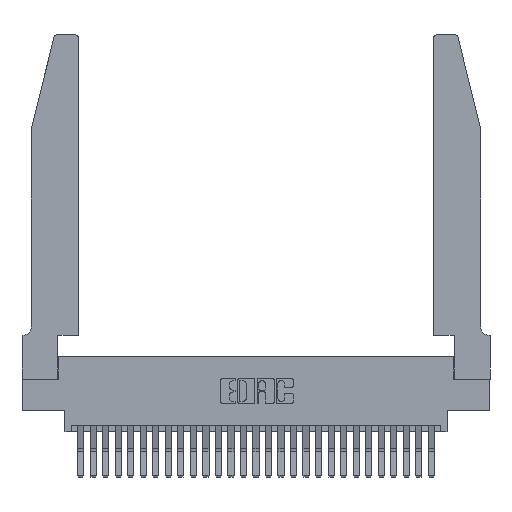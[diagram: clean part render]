
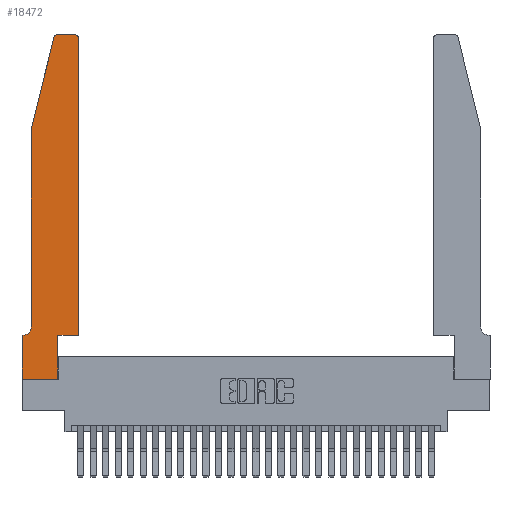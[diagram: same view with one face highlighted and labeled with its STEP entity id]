
A CAD part, top view. The second image highlights one B-rep face of the part: STEP entity #18472.
In plain terms, the highlighted planar face has unit normal (0, 0, 1).
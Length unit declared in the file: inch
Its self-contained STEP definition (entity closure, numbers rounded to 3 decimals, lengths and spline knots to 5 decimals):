
#365 = DIRECTION ( 'NONE',  ( 0., -1., 0. ) ) ;
#564 = CARTESIAN_POINT ( 'NONE',  ( 0.284, 2.75, 0.37 ) ) ;
#634 = CARTESIAN_POINT ( 'NONE',  ( 0.0055, 0.35, 0.37 ) ) ;
#839 = CARTESIAN_POINT ( 'NONE',  ( 0.2865, 0.35, 0.37 ) ) ;
#895 = DIRECTION ( 'NONE',  ( 0., 0., 1. ) ) ;
#1007 = CARTESIAN_POINT ( 'NONE',  ( 0.284, 2.72, 0.37 ) ) ;
#1219 = DIRECTION ( 'NONE',  ( 1., 0., 0. ) ) ;
#1601 = EDGE_CURVE ( 'NONE', #14937, #17992, #10962, .T. ) ;
#1838 = VERTEX_POINT ( 'NONE', #634 ) ;
#2093 = CARTESIAN_POINT ( 'NONE',  ( 0.4505, 2.72, 0.37 ) ) ;
#2161 = EDGE_CURVE ( 'NONE', #13833, #19699, #9830, .T. ) ;
#2194 = EDGE_CURVE ( 'NONE', #1838, #5765, #3747, .T. ) ;
#2267 = VECTOR ( 'NONE', #2399, 39.37008 ) ;
#2325 = DIRECTION ( 'NONE',  ( -1., 0., 0. ) ) ;
#2399 = DIRECTION ( 'NONE',  ( -1., 0., 0. ) ) ;
#2707 = CARTESIAN_POINT ( 'NONE',  ( 0.0755, 0.35, 0.37 ) ) ;
#3105 = ORIENTED_EDGE ( 'NONE', *, *, #26541, .T. ) ;
#3398 = EDGE_CURVE ( 'NONE', #17992, #23834, #7984, .T. ) ;
#3747 = LINE ( 'NONE', #2707, #2267 ) ;
#3865 = EDGE_CURVE ( 'NONE', #19699, #21589, #14730, .T. ) ;
#4553 = DIRECTION ( 'NONE',  ( 0., 0., -1. ) ) ;
#5019 = ORIENTED_EDGE ( 'NONE', *, *, #2161, .T. ) ;
#5083 = CARTESIAN_POINT ( 'NONE',  ( 0., 0., 0.37 ) ) ;
#5264 = LINE ( 'NONE', #839, #16657 ) ;
#5601 = CARTESIAN_POINT ( 'NONE',  ( 0.4205, 2.75, 0.37 ) ) ;
#5765 = VERTEX_POINT ( 'NONE', #16796 ) ;
#5849 = VECTOR ( 'NONE', #365, 39.37008 ) ;
#5962 = ORIENTED_EDGE ( 'NONE', *, *, #1601, .T. ) ;
#6131 = ORIENTED_EDGE ( 'NONE', *, *, #20208, .T. ) ;
#6295 = CARTESIAN_POINT ( 'NONE',  ( 0., 0., 0.37 ) ) ;
#6328 = EDGE_CURVE ( 'NONE', #21589, #14110, #25110, .T. ) ;
#6402 = LINE ( 'NONE', #21711, #22254 ) ;
#6554 = LINE ( 'NONE', #5083, #5849 ) ;
#7000 = CARTESIAN_POINT ( 'NONE',  ( 0.2605, 2.75, 0.37 ) ) ;
#7334 = DIRECTION ( 'NONE',  ( 0., 0., 1. ) ) ;
#7984 = LINE ( 'NONE', #12145, #19297 ) ;
#8082 = CARTESIAN_POINT ( 'NONE',  ( 0., 0., 0.37 ) ) ;
#8286 = FACE_OUTER_BOUND ( 'NONE', #12548, .T. ) ;
#8405 = VECTOR ( 'NONE', #19614, 39.37008 ) ;
#9423 = CARTESIAN_POINT ( 'NONE',  ( 0.25487, 2.72718, 0.37 ) ) ;
#9830 = LINE ( 'NONE', #19276, #8405 ) ;
#10247 = VERTEX_POINT ( 'NONE', #29312 ) ;
#10962 = CIRCLE ( 'NONE', #22075, 0.03 ) ;
#11105 = CARTESIAN_POINT ( 'NONE',  ( 0., 0.35, 0.37 ) ) ;
#11215 = ORIENTED_EDGE ( 'NONE', *, *, #27146, .T. ) ;
#11855 = CIRCLE ( 'NONE', #13249, 0.07 ) ;
#12145 = CARTESIAN_POINT ( 'NONE',  ( 0.0755, 2., 0.37 ) ) ;
#12164 = VERTEX_POINT ( 'NONE', #8082 ) ;
#12548 = EDGE_LOOP ( 'NONE', ( #3105, #5962, #13085, #6131, #11215, #19588, #19049, #23837, #18594, #5019, #23276, #14602 ) ) ;
#12808 = EDGE_CURVE ( 'NONE', #10247, #13833, #5264, .T. ) ;
#12832 = DIRECTION ( 'NONE',  ( 0., -1., 0. ) ) ;
#13085 = ORIENTED_EDGE ( 'NONE', *, *, #3398, .T. ) ;
#13249 = AXIS2_PLACEMENT_3D ( 'NONE', #18151, #4553, #20397 ) ;
#13833 = VERTEX_POINT ( 'NONE', #20435 ) ;
#14110 = VERTEX_POINT ( 'NONE', #5601 ) ;
#14602 = ORIENTED_EDGE ( 'NONE', *, *, #6328, .T. ) ;
#14730 = LINE ( 'NONE', #22872, #19972 ) ;
#14937 = VERTEX_POINT ( 'NONE', #564 ) ;
#15661 = DIRECTION ( 'NONE',  ( 1., 0., 0. ) ) ;
#16657 = VECTOR ( 'NONE', #21444, 39.37008 ) ;
#16680 = DIRECTION ( 'NONE',  ( -0.239, -0.971, 0. ) ) ;
#16796 = CARTESIAN_POINT ( 'NONE',  ( 0., 0.35, 0.37 ) ) ;
#17472 = CARTESIAN_POINT ( 'NONE',  ( 0.4505, 0.35, 0.37 ) ) ;
#17477 = VECTOR ( 'NONE', #24343, 39.37008 ) ;
#17992 = VERTEX_POINT ( 'NONE', #9423 ) ;
#18151 = CARTESIAN_POINT ( 'NONE',  ( 0.0055, 0.42, 0.37 ) ) ;
#18472 = ADVANCED_FACE ( 'NONE', ( #8286 ), #20067, .T. ) ;
#18594 = ORIENTED_EDGE ( 'NONE', *, *, #12808, .T. ) ;
#19037 = EDGE_CURVE ( 'NONE', #12164, #10247, #29459, .T. ) ;
#19049 = ORIENTED_EDGE ( 'NONE', *, *, #26203, .T. ) ;
#19276 = CARTESIAN_POINT ( 'NONE',  ( 0.4505, 0.35, 0.37 ) ) ;
#19297 = VECTOR ( 'NONE', #16680, 39.37008 ) ;
#19374 = CARTESIAN_POINT ( 'NONE',  ( 0.0755, 2., 0.37 ) ) ;
#19588 = ORIENTED_EDGE ( 'NONE', *, *, #2194, .T. ) ;
#19614 = DIRECTION ( 'NONE',  ( 1., 0., 0. ) ) ;
#19699 = VERTEX_POINT ( 'NONE', #17472 ) ;
#19972 = VECTOR ( 'NONE', #25185, 39.37008 ) ;
#20067 = PLANE ( 'NONE',  #28768 ) ;
#20208 = EDGE_CURVE ( 'NONE', #23834, #28134, #6402, .T. ) ;
#20397 = DIRECTION ( 'NONE',  ( -1., 0., 0. ) ) ;
#20435 = CARTESIAN_POINT ( 'NONE',  ( 0.2865, 0.35, 0.37 ) ) ;
#20853 = CARTESIAN_POINT ( 'NONE',  ( 0.4205, 2.72, 0.37 ) ) ;
#21359 = LINE ( 'NONE', #7000, #27389 ) ;
#21444 = DIRECTION ( 'NONE',  ( 0., 1., 0. ) ) ;
#21589 = VERTEX_POINT ( 'NONE', #2093 ) ;
#21711 = CARTESIAN_POINT ( 'NONE',  ( 0.0755, 2., 0.37 ) ) ;
#21776 = AXIS2_PLACEMENT_3D ( 'NONE', #20853, #7334, #23083 ) ;
#22075 = AXIS2_PLACEMENT_3D ( 'NONE', #1007, #895, #1219 ) ;
#22254 = VECTOR ( 'NONE', #12832, 39.37008 ) ;
#22872 = CARTESIAN_POINT ( 'NONE',  ( 0.4505, 0.35, 0.37 ) ) ;
#23083 = DIRECTION ( 'NONE',  ( 1., 0., 0. ) ) ;
#23276 = ORIENTED_EDGE ( 'NONE', *, *, #3865, .T. ) ;
#23834 = VERTEX_POINT ( 'NONE', #19374 ) ;
#23837 = ORIENTED_EDGE ( 'NONE', *, *, #19037, .T. ) ;
#24343 = DIRECTION ( 'NONE',  ( 1., 0., 0. ) ) ;
#25110 = CIRCLE ( 'NONE', #21776, 0.03 ) ;
#25185 = DIRECTION ( 'NONE',  ( 0., 1., 0. ) ) ;
#26203 = EDGE_CURVE ( 'NONE', #5765, #12164, #6554, .T. ) ;
#26541 = EDGE_CURVE ( 'NONE', #14110, #14937, #21359, .T. ) ;
#27146 = EDGE_CURVE ( 'NONE', #28134, #1838, #11855, .T. ) ;
#27389 = VECTOR ( 'NONE', #2325, 39.37008 ) ;
#28134 = VERTEX_POINT ( 'NONE', #28243 ) ;
#28243 = CARTESIAN_POINT ( 'NONE',  ( 0.0755, 0.42, 0.37 ) ) ;
#28768 = AXIS2_PLACEMENT_3D ( 'NONE', #11105, #29143, #15661 ) ;
#29143 = DIRECTION ( 'NONE',  ( 0., 0., 1. ) ) ;
#29312 = CARTESIAN_POINT ( 'NONE',  ( 0.2865, 0., 0.37 ) ) ;
#29459 = LINE ( 'NONE', #6295, #17477 ) ;
